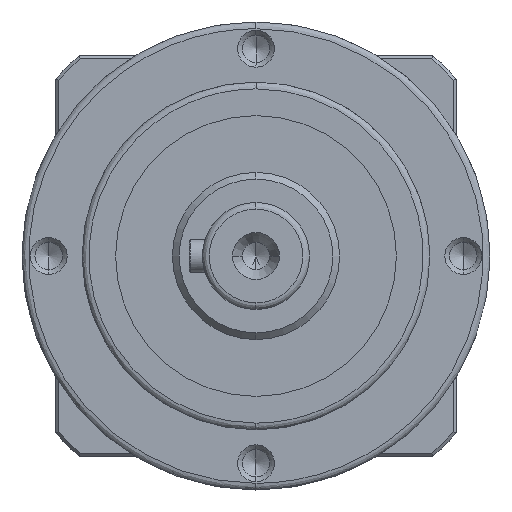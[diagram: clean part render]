
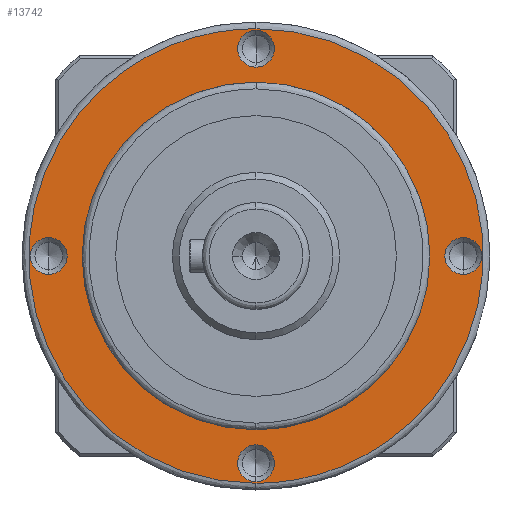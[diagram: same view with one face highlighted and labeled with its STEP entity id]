
A CAD part, left-side view. The second image highlights one B-rep face of the part: STEP entity #13742.
In plain terms, the highlighted face is planar.
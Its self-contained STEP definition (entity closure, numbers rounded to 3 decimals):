
#233 = EDGE_CURVE ( 'NONE', #22781, #5658, #25345, .T. ) ;
#586 = EDGE_CURVE ( 'NONE', #28158, #1616, #11451, .T. ) ;
#649 = CIRCLE ( 'NONE', #19809, 2.75 ) ;
#946 = AXIS2_PLACEMENT_3D ( 'NONE', #24578, #24263, #24188 ) ;
#1003 = FACE_BOUND ( 'NONE', #1119, .T. ) ;
#1092 = CARTESIAN_POINT ( 'NONE',  ( 0., 31., 5. ) ) ;
#1119 = EDGE_LOOP ( 'NONE', ( #4624, #20141 ) ) ;
#1268 = DIRECTION ( 'NONE',  ( 0., 0., -1. ) ) ;
#1428 = EDGE_LOOP ( 'NONE', ( #7730, #22718 ) ) ;
#1616 = VERTEX_POINT ( 'NONE', #2996 ) ;
#1714 = FACE_BOUND ( 'NONE', #14764, .T. ) ;
#1871 = CARTESIAN_POINT ( 'NONE',  ( 0., -31., 5. ) ) ;
#2243 = DIRECTION ( 'NONE',  ( 0., 0., 1. ) ) ;
#2566 = CARTESIAN_POINT ( 'NONE',  ( -34., 68., 5. ) ) ;
#2996 = CARTESIAN_POINT ( 'NONE',  ( 26., 0., 5. ) ) ;
#3215 = EDGE_CURVE ( 'NONE', #23533, #4930, #28065, .T. ) ;
#3393 = DIRECTION ( 'NONE',  ( -1., 0., 0. ) ) ;
#3734 = CARTESIAN_POINT ( 'NONE',  ( 34., 0., 5. ) ) ;
#3769 = CARTESIAN_POINT ( 'NONE',  ( -34., 0., 5. ) ) ;
#3885 =( BOUNDED_CURVE ( )  B_SPLINE_CURVE ( 3, ( #25238, #7054, #2566, #18454 ),
 .UNSPECIFIED., .F., .T. ) 
 B_SPLINE_CURVE_WITH_KNOTS ( ( 4, 4 ),
 ( 0.5, 1. ),
 .UNSPECIFIED. ) 
 CURVE ( )  GEOMETRIC_REPRESENTATION_ITEM ( )  RATIONAL_B_SPLINE_CURVE ( ( 1., 0.333, 0.333, 1. ) ) 
 REPRESENTATION_ITEM ( '' )  );
#3888 = AXIS2_PLACEMENT_3D ( 'NONE', #15786, #2243, #18108 ) ;
#4037 = EDGE_CURVE ( 'NONE', #6231, #27975, #4870, .T. ) ;
#4069 = CARTESIAN_POINT ( 'NONE',  ( 34., -68., 5. ) ) ;
#4179 = DIRECTION ( 'NONE',  ( -1., 0., 0. ) ) ;
#4245 = CARTESIAN_POINT ( 'NONE',  ( -34., -68., 5. ) ) ;
#4525 = VERTEX_POINT ( 'NONE', #24632 ) ;
#4624 = ORIENTED_EDGE ( 'NONE', *, *, #14425, .F. ) ;
#4776 = DIRECTION ( 'NONE',  ( 0., 0., -1. ) ) ;
#4870 = CIRCLE ( 'NONE', #21314, 2.75 ) ;
#4930 = VERTEX_POINT ( 'NONE', #7592 ) ;
#5012 = EDGE_CURVE ( 'NONE', #25845, #17926, #28937, .T. ) ;
#5334 = EDGE_LOOP ( 'NONE', ( #15019, #16292 ) ) ;
#5465 = CARTESIAN_POINT ( 'NONE',  ( 2.75, 31., 5. ) ) ;
#5658 = VERTEX_POINT ( 'NONE', #26740 ) ;
#6231 = VERTEX_POINT ( 'NONE', #12611 ) ;
#6424 = CARTESIAN_POINT ( 'NONE',  ( -34., 0., 5. ) ) ;
#6988 = CARTESIAN_POINT ( 'NONE',  ( 2.75, -31., 5. ) ) ;
#7054 = CARTESIAN_POINT ( 'NONE',  ( 34., 68., 5. ) ) ;
#7084 = FACE_BOUND ( 'NONE', #19612, .T. ) ;
#7592 = CARTESIAN_POINT ( 'NONE',  ( -2.75, 31., 5. ) ) ;
#7730 = ORIENTED_EDGE ( 'NONE', *, *, #16427, .F. ) ;
#7885 = DIRECTION ( 'NONE',  ( -1., 0., 0. ) ) ;
#7915 = DIRECTION ( 'NONE',  ( 0., 0., -1. ) ) ;
#7948 = CARTESIAN_POINT ( 'NONE',  ( 31., 0., 5. ) ) ;
#8926 = CARTESIAN_POINT ( 'NONE',  ( 0., 31., 5. ) ) ;
#9140 = DIRECTION ( 'NONE',  ( 0., 0., -1. ) ) ;
#9432 = DIRECTION ( 'NONE',  ( -1., 0., 0. ) ) ;
#9659 = DIRECTION ( 'NONE',  ( 0., 0., -1. ) ) ;
#11304 = CIRCLE ( 'NONE', #26065, 26. ) ;
#11451 = CIRCLE ( 'NONE', #946, 26. ) ;
#11527 = VERTEX_POINT ( 'NONE', #6988 ) ;
#11727 = ORIENTED_EDGE ( 'NONE', *, *, #3215, .F. ) ;
#12042 = DIRECTION ( 'NONE',  ( 0., 0., -1. ) ) ;
#12611 = CARTESIAN_POINT ( 'NONE',  ( 33.75, 0., 5. ) ) ;
#13077 = FACE_BOUND ( 'NONE', #23754, .T. ) ;
#13742 = ADVANCED_FACE ( 'NONE', ( #13077, #1714, #19153, #7084, #1003, #24479 ), #17999, .F. ) ;
#13958 = CARTESIAN_POINT ( 'NONE',  ( -26., 0., 5. ) ) ;
#14225 = ORIENTED_EDGE ( 'NONE', *, *, #14850, .F. ) ;
#14425 = EDGE_CURVE ( 'NONE', #1616, #28158, #11304, .T. ) ;
#14559 = EDGE_CURVE ( 'NONE', #4930, #23533, #17662, .T. ) ;
#14594 = EDGE_CURVE ( 'NONE', #5658, #22781, #21369, .T. ) ;
#14717 = EDGE_CURVE ( 'NONE', #4525, #11527, #23791, .T. ) ;
#14764 = EDGE_LOOP ( 'NONE', ( #18323, #20008 ) ) ;
#14843 = CARTESIAN_POINT ( 'NONE',  ( -31., 0., 5. ) ) ;
#14850 = EDGE_CURVE ( 'NONE', #27975, #6231, #649, .T. ) ;
#15019 = ORIENTED_EDGE ( 'NONE', *, *, #14594, .F. ) ;
#15786 = CARTESIAN_POINT ( 'NONE',  ( 0., 0., 5. ) ) ;
#15993 = CIRCLE ( 'NONE', #16317, 2.75 ) ;
#16292 = ORIENTED_EDGE ( 'NONE', *, *, #233, .F. ) ;
#16317 = AXIS2_PLACEMENT_3D ( 'NONE', #23292, #9659, #25581 ) ;
#16427 = EDGE_CURVE ( 'NONE', #17926, #25845, #3885, .T. ) ;
#16922 = ORIENTED_EDGE ( 'NONE', *, *, #14559, .F. ) ;
#16929 = DIRECTION ( 'NONE',  ( 0., 0., -1. ) ) ;
#17128 = DIRECTION ( 'NONE',  ( -1., 0., 0. ) ) ;
#17662 = CIRCLE ( 'NONE', #24350, 2.75 ) ;
#17739 = DIRECTION ( 'NONE',  ( 0., 0., -1. ) ) ;
#17926 = VERTEX_POINT ( 'NONE', #23058 ) ;
#17999 = PLANE ( 'NONE',  #3888 ) ;
#18108 = DIRECTION ( 'NONE',  ( 1., 0., 0. ) ) ;
#18323 = ORIENTED_EDGE ( 'NONE', *, *, #14717, .F. ) ;
#18340 = CARTESIAN_POINT ( 'NONE',  ( 31., 0., 5. ) ) ;
#18454 = CARTESIAN_POINT ( 'NONE',  ( -34., 0., 5. ) ) ;
#19153 = FACE_BOUND ( 'NONE', #5334, .T. ) ;
#19253 = AXIS2_PLACEMENT_3D ( 'NONE', #28777, #28271, #27889 ) ;
#19612 = EDGE_LOOP ( 'NONE', ( #16922, #11727 ) ) ;
#19809 = AXIS2_PLACEMENT_3D ( 'NONE', #18340, #4776, #20733 ) ;
#20008 = ORIENTED_EDGE ( 'NONE', *, *, #24586, .F. ) ;
#20141 = ORIENTED_EDGE ( 'NONE', *, *, #586, .F. ) ;
#20733 = DIRECTION ( 'NONE',  ( -1., 0., 0. ) ) ;
#21314 = AXIS2_PLACEMENT_3D ( 'NONE', #7948, #7915, #7885 ) ;
#21369 = CIRCLE ( 'NONE', #21527, 2.75 ) ;
#21527 = AXIS2_PLACEMENT_3D ( 'NONE', #14843, #1268, #17128 ) ;
#22287 = AXIS2_PLACEMENT_3D ( 'NONE', #1871, #17739, #4179 ) ;
#22718 = ORIENTED_EDGE ( 'NONE', *, *, #5012, .F. ) ;
#22781 = VERTEX_POINT ( 'NONE', #26911 ) ;
#22959 = ORIENTED_EDGE ( 'NONE', *, *, #4037, .F. ) ;
#23058 = CARTESIAN_POINT ( 'NONE',  ( 34., 0., 5. ) ) ;
#23292 = CARTESIAN_POINT ( 'NONE',  ( 0., -31., 5. ) ) ;
#23533 = VERTEX_POINT ( 'NONE', #5465 ) ;
#23754 = EDGE_LOOP ( 'NONE', ( #14225, #22959 ) ) ;
#23791 = CIRCLE ( 'NONE', #22287, 2.75 ) ;
#24188 = DIRECTION ( 'NONE',  ( 1., 0., 0. ) ) ;
#24263 = DIRECTION ( 'NONE',  ( 0., 0., -1. ) ) ;
#24350 = AXIS2_PLACEMENT_3D ( 'NONE', #1092, #16929, #3393 ) ;
#24422 = CARTESIAN_POINT ( 'NONE',  ( 28.25, 0., 5. ) ) ;
#24479 = FACE_OUTER_BOUND ( 'NONE', #1428, .T. ) ;
#24578 = CARTESIAN_POINT ( 'NONE',  ( 0., 0., 5. ) ) ;
#24586 = EDGE_CURVE ( 'NONE', #11527, #4525, #15993, .T. ) ;
#24632 = CARTESIAN_POINT ( 'NONE',  ( -2.75, -31., 5. ) ) ;
#25238 = CARTESIAN_POINT ( 'NONE',  ( 34., 0., 5. ) ) ;
#25345 = CIRCLE ( 'NONE', #19253, 2.75 ) ;
#25581 = DIRECTION ( 'NONE',  ( -1., 0., 0. ) ) ;
#25660 = CARTESIAN_POINT ( 'NONE',  ( 0., 0., 5. ) ) ;
#25845 = VERTEX_POINT ( 'NONE', #6424 ) ;
#26065 = AXIS2_PLACEMENT_3D ( 'NONE', #25660, #12042, #27926 ) ;
#26740 = CARTESIAN_POINT ( 'NONE',  ( -33.75, 0., 5. ) ) ;
#26911 = CARTESIAN_POINT ( 'NONE',  ( -28.25, 0., 5. ) ) ;
#27889 = DIRECTION ( 'NONE',  ( -1., 0., 0. ) ) ;
#27926 = DIRECTION ( 'NONE',  ( 1., 0., 0. ) ) ;
#27975 = VERTEX_POINT ( 'NONE', #24422 ) ;
#28065 = CIRCLE ( 'NONE', #28513, 2.75 ) ;
#28158 = VERTEX_POINT ( 'NONE', #13958 ) ;
#28271 = DIRECTION ( 'NONE',  ( 0., 0., -1. ) ) ;
#28513 = AXIS2_PLACEMENT_3D ( 'NONE', #8926, #9140, #9432 ) ;
#28777 = CARTESIAN_POINT ( 'NONE',  ( -31., 0., 5. ) ) ;
#28937 =( BOUNDED_CURVE ( )  B_SPLINE_CURVE ( 3, ( #3769, #4245, #4069, #3734 ),
 .UNSPECIFIED., .F., .F. ) 
 B_SPLINE_CURVE_WITH_KNOTS ( ( 4, 4 ),
 ( 0., 0.5 ),
 .UNSPECIFIED. ) 
 CURVE ( )  GEOMETRIC_REPRESENTATION_ITEM ( )  RATIONAL_B_SPLINE_CURVE ( ( 1., 0.333, 0.333, 1. ) ) 
 REPRESENTATION_ITEM ( '' )  );
